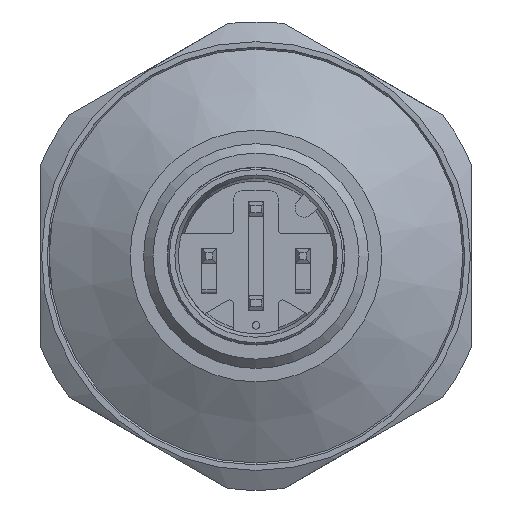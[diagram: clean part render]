
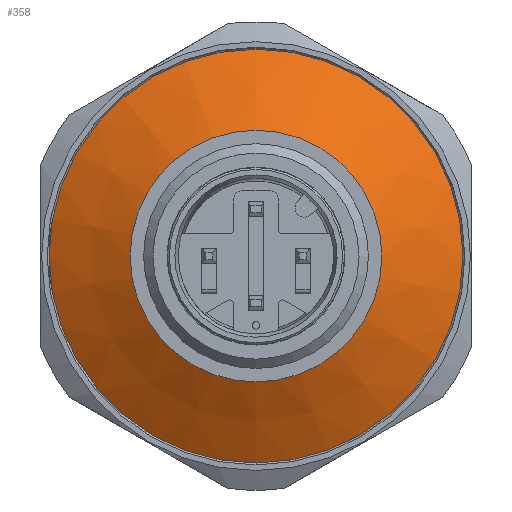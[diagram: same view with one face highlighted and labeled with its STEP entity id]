
A CAD part, front view. The second image highlights one B-rep face of the part: STEP entity #358.
In plain terms, the highlighted conical face has half-angle 60 degrees and reference radius 6.72 mm.
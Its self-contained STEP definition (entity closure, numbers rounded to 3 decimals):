
#358 = ADVANCED_FACE( '', ( #815, #816 ), #817, .T. );
#815 = FACE_OUTER_BOUND( '', #1380, .T. );
#816 = FACE_BOUND( '', #1381, .T. );
#817 = CONICAL_SURFACE( '', #1382, 6.72, 1.047 );
#1380 = EDGE_LOOP( '', ( #2401 ) );
#1381 = EDGE_LOOP( '', ( #2402 ) );
#1382 = AXIS2_PLACEMENT_3D( '', #2403, #2404, #2405 );
#2401 = ORIENTED_EDGE( '', *, *, #3507, .F. );
#2402 = ORIENTED_EDGE( '', *, *, #3307, .T. );
#2403 = CARTESIAN_POINT( '', ( 0., -79.5, 0. ) );
#2404 = DIRECTION( '', ( 0., 1., 0. ) );
#2405 = DIRECTION( '', ( 0., 0., 1. ) );
#3307 = EDGE_CURVE( '', #3997, #3997, #3998, .T. );
#3507 = EDGE_CURVE( '', #4294, #4294, #4295, .T. );
#3997 = VERTEX_POINT( '', #4946 );
#3998 = CIRCLE( '', #4947, 6.72 );
#4294 = VERTEX_POINT( '', #5443 );
#4295 = CIRCLE( '', #5444, 11.05 );
#4946 = CARTESIAN_POINT( '', ( 0., -79.5, 6.72 ) );
#4947 = AXIS2_PLACEMENT_3D( '', #6007, #6008, #6009 );
#5443 = CARTESIAN_POINT( '', ( 0., -77., 11.05 ) );
#5444 = AXIS2_PLACEMENT_3D( '', #6254, #6255, #6256 );
#6007 = CARTESIAN_POINT( '', ( 0., -79.5, 0. ) );
#6008 = DIRECTION( '', ( 0., 1., 0. ) );
#6009 = DIRECTION( '', ( 0., 0., 1. ) );
#6254 = CARTESIAN_POINT( '', ( 0., -77., 0. ) );
#6255 = DIRECTION( '', ( 0., 1., 0. ) );
#6256 = DIRECTION( '', ( 0., 0., 1. ) );
